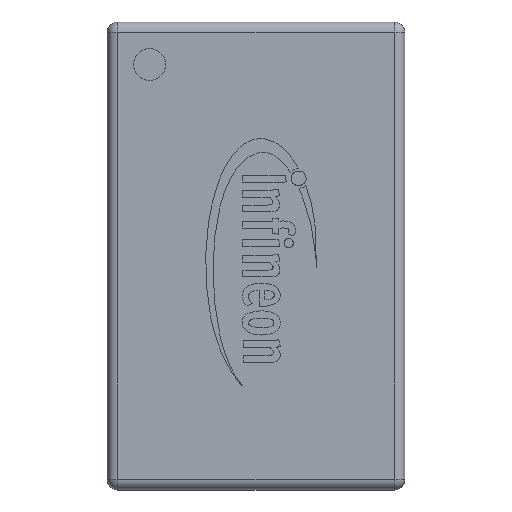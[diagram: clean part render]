
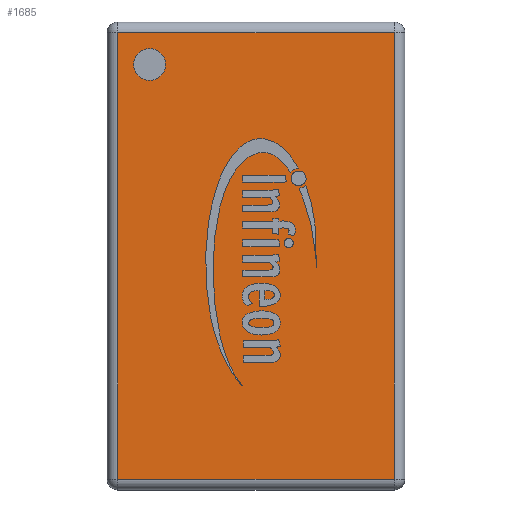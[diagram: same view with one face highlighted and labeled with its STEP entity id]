
A CAD part, top view. The second image highlights one B-rep face of the part: STEP entity #1685.
In plain terms, the highlighted planar face has unit normal (0, 0, 1).
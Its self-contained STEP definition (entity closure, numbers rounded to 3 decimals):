
#206 = VERTEX_POINT ( 'NONE', #17956 ) ;
#445 = DIRECTION ( 'NONE',  ( 0., 0., 1. ) ) ;
#1478 = DIRECTION ( 'NONE',  ( -1., 0., 0. ) ) ;
#1658 = VERTEX_POINT ( 'NONE', #18506 ) ;
#1685 = ADVANCED_FACE ( 'NONE', ( #4831, #10239 ), #21067, .T. ) ;
#2230 = AXIS2_PLACEMENT_3D ( 'NONE', #14005, #5064, #20831 ) ;
#2347 = VERTEX_POINT ( 'NONE', #14257 ) ;
#3080 = VECTOR ( 'NONE', #17053, 1000. ) ;
#3311 = CARTESIAN_POINT ( 'NONE',  ( 0.35, -0.525, 0.4 ) ) ;
#4496 = CARTESIAN_POINT ( 'NONE',  ( -0.325, -0.525, 0.4 ) ) ;
#4562 = LINE ( 'NONE', #6193, #3080 ) ;
#4831 = FACE_BOUND ( 'NONE', #9893, .T. ) ;
#4930 = CARTESIAN_POINT ( 'NONE',  ( 0.325, -0.525, 0.4 ) ) ;
#5064 = DIRECTION ( 'NONE',  ( 0., 0., 1. ) ) ;
#5132 = ORIENTED_EDGE ( 'NONE', *, *, #8883, .F. ) ;
#5314 = EDGE_CURVE ( 'NONE', #12069, #1658, #22245, .T. ) ;
#5790 = ORIENTED_EDGE ( 'NONE', *, *, #13459, .T. ) ;
#6193 = CARTESIAN_POINT ( 'NONE',  ( -0.325, -0.55, 0.4 ) ) ;
#6344 = DIRECTION ( 'NONE',  ( 0., 1., 0. ) ) ;
#6471 = VECTOR ( 'NONE', #12620, 1000. ) ;
#7658 = EDGE_LOOP ( 'NONE', ( #13852, #20804, #23225, #5790 ) ) ;
#8302 = AXIS2_PLACEMENT_3D ( 'NONE', #19337, #10378, #21212 ) ;
#8304 = VECTOR ( 'NONE', #6344, 1000. ) ;
#8883 = EDGE_CURVE ( 'NONE', #2347, #206, #18191, .T. ) ;
#9060 = VERTEX_POINT ( 'NONE', #14763 ) ;
#9893 = EDGE_LOOP ( 'NONE', ( #12716, #5132 ) ) ;
#10239 = FACE_OUTER_BOUND ( 'NONE', #7658, .T. ) ;
#10378 = DIRECTION ( 'NONE',  ( 0., 0., 1. ) ) ;
#12069 = VERTEX_POINT ( 'NONE', #4930 ) ;
#12620 = DIRECTION ( 'NONE',  ( 1., 0., 0. ) ) ;
#12716 = ORIENTED_EDGE ( 'NONE', *, *, #17466, .F. ) ;
#12954 = VERTEX_POINT ( 'NONE', #4496 ) ;
#13459 = EDGE_CURVE ( 'NONE', #1658, #9060, #17765, .T. ) ;
#13852 = ORIENTED_EDGE ( 'NONE', *, *, #15878, .T. ) ;
#14005 = CARTESIAN_POINT ( 'NONE',  ( 0., 0., 0.4 ) ) ;
#14257 = CARTESIAN_POINT ( 'NONE',  ( -0.287, 0.45, 0.4 ) ) ;
#14763 = CARTESIAN_POINT ( 'NONE',  ( -0.325, 0.525, 0.4 ) ) ;
#14821 = CARTESIAN_POINT ( 'NONE',  ( -0.25, 0.45, 0.4 ) ) ;
#15878 = EDGE_CURVE ( 'NONE', #9060, #12954, #4562, .T. ) ;
#16339 = EDGE_CURVE ( 'NONE', #12954, #12069, #17680, .T. ) ;
#17053 = DIRECTION ( 'NONE',  ( 0., -1., 0. ) ) ;
#17466 = EDGE_CURVE ( 'NONE', #206, #2347, #18474, .T. ) ;
#17680 = LINE ( 'NONE', #3311, #6471 ) ;
#17765 = LINE ( 'NONE', #19755, #17939 ) ;
#17939 = VECTOR ( 'NONE', #1478, 1000. ) ;
#17956 = CARTESIAN_POINT ( 'NONE',  ( -0.212, 0.45, 0.4 ) ) ;
#18191 = CIRCLE ( 'NONE', #19689, 0.037 ) ;
#18474 = CIRCLE ( 'NONE', #8302, 0.037 ) ;
#18506 = CARTESIAN_POINT ( 'NONE',  ( 0.325, 0.525, 0.4 ) ) ;
#19337 = CARTESIAN_POINT ( 'NONE',  ( -0.25, 0.45, 0.4 ) ) ;
#19689 = AXIS2_PLACEMENT_3D ( 'NONE', #14821, #445, #21999 ) ;
#19755 = CARTESIAN_POINT ( 'NONE',  ( -0.35, 0.525, 0.4 ) ) ;
#20804 = ORIENTED_EDGE ( 'NONE', *, *, #16339, .T. ) ;
#20831 = DIRECTION ( 'NONE',  ( 1., 0., 0. ) ) ;
#21067 = PLANE ( 'NONE',  #2230 ) ;
#21212 = DIRECTION ( 'NONE',  ( 1., 0., 0. ) ) ;
#21999 = DIRECTION ( 'NONE',  ( 1., 0., 0. ) ) ;
#22245 = LINE ( 'NONE', #22479, #8304 ) ;
#22479 = CARTESIAN_POINT ( 'NONE',  ( 0.325, 0.55, 0.4 ) ) ;
#23225 = ORIENTED_EDGE ( 'NONE', *, *, #5314, .T. ) ;
